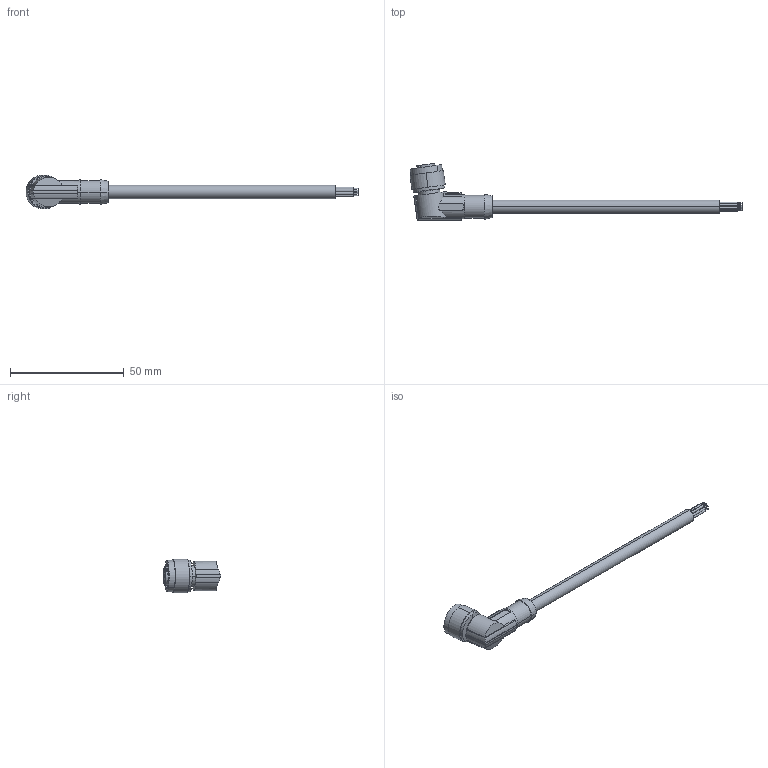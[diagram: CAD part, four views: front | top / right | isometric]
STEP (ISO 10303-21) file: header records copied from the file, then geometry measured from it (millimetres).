
FILE_DESCRIPTION(('SolidDesigner STEP Export'),'2;1');
FILE_NAME('1415735_SAC_8P_5.0_PVC_M12FR-select.stp','2015-01-28T11:57:22',(''),(''),'Creo Elements/Direct Modeling STEP processor for AP214 (Solid Model)','Creo Elements/Direct Modeling 18.1B 29-Sep-2012 (C) Parametric Technology GmbH','');
FILE_SCHEMA(('AUTOMOTIVE_DESIGN { 1 0 10303 214 1 1 1 1 }'));
Length unit declared in the file: millimetre
Products named in the file (2): 1415735_SAC_8P_5.0_PVC_M12FR-select
Assembly tree (1 placements, depth 2):
  1415735_SAC_8P_5.0_PVC_M12FR-select
    1415735_SAC_8P_5.0_PVC_M12FR-select
Bounding box: 146.16 x 25.19 x 14.79 mm (x, y, z)
Volume: 7565.8 mm3; surface area: 5063.5 mm2
Topology: 1 solids, 1 shells, 185 faces, 426 edges, 284 vertices
Faces by surface type: cylinder 89, plane 74, cone 22
Entity records: 7174 total; most frequent: CARTESIAN_POINT 1634, ORIENTED_EDGE 852, DIRECTION 792, EDGE_CURVE 426, AXIS2_PLACEMENT_3D 304, VERTEX_POINT 284, EDGE_LOOP 226, COLOUR_RGB 186
